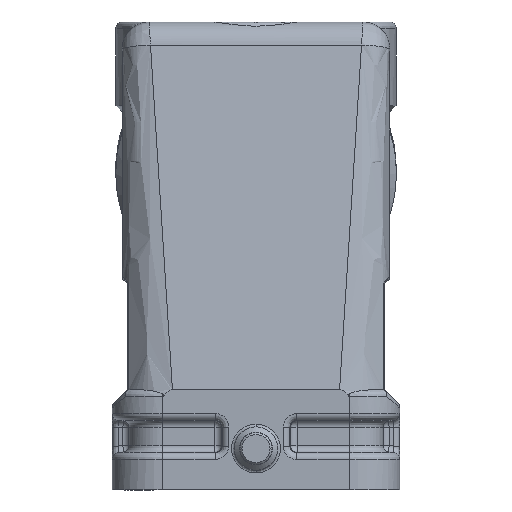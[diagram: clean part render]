
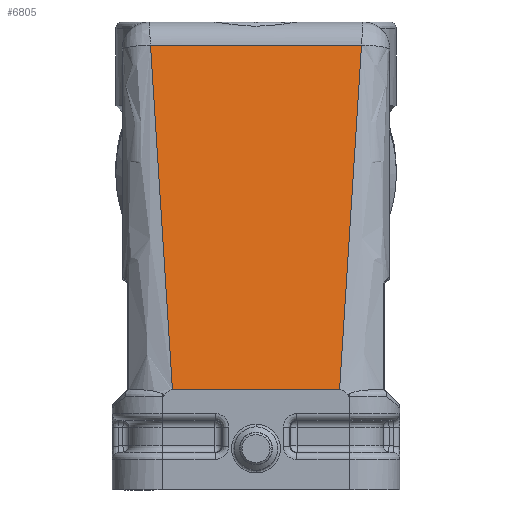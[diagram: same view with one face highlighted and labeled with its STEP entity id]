
A CAD part, left-side view. The second image highlights one B-rep face of the part: STEP entity #6805.
In plain terms, the highlighted planar face has unit normal (-0.99, 0, 0.139).
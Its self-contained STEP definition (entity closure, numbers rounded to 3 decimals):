
#5449=LINE('',#24103,#6147);
#5450=LINE('',#24119,#6148);
#5451=LINE('',#24121,#6149);
#5452=LINE('',#24123,#6150);
#6147=VECTOR('',#16137,1.);
#6148=VECTOR('',#16138,1.);
#6149=VECTOR('',#16139,1.);
#6150=VECTOR('',#16140,1.);
#6805=ADVANCED_FACE('',(#7526),#7040,.T.);
#7040=PLANE('',#14018);
#7526=FACE_OUTER_BOUND('',#8092,.T.);
#8092=EDGE_LOOP('',(#10453,#10454,#10455,#10456));
#10453=ORIENTED_EDGE('',*,*,#12890,.T.);
#10454=ORIENTED_EDGE('',*,*,#12888,.T.);
#10455=ORIENTED_EDGE('',*,*,#12891,.T.);
#10456=ORIENTED_EDGE('',*,*,#12892,.T.);
#11359=VERTEX_POINT('',#19796);
#11612=VERTEX_POINT('',#24104);
#11613=VERTEX_POINT('',#24120);
#11614=VERTEX_POINT('',#24122);
#12888=EDGE_CURVE('',#11612,#11359,#5449,.T.);
#12890=EDGE_CURVE('',#11613,#11612,#5450,.T.);
#12891=EDGE_CURVE('',#11359,#11614,#5451,.T.);
#12892=EDGE_CURVE('',#11614,#11613,#5452,.T.);
#14018=AXIS2_PLACEMENT_3D('',#24124,#16141,#16142);
#16137=DIRECTION('',(0.139,-0.063,0.988));
#16138=DIRECTION('',(0.,-1.,0.));
#16139=DIRECTION('',(0.,1.,0.));
#16140=DIRECTION('',(-0.139,-0.063,-0.988));
#16141=DIRECTION('',(-0.99,0.,0.139));
#16142=DIRECTION('',(-0.139,0.,-0.99));
#19796=CARTESIAN_POINT('',(-22.754,-15.781,66.557));
#24103=CARTESIAN_POINT('',(-30.,-12.5,15.));
#24104=CARTESIAN_POINT('',(-30.,-12.5,15.));
#24119=CARTESIAN_POINT('',(-30.,12.5,15.));
#24120=CARTESIAN_POINT('',(-30.,12.5,15.));
#24121=CARTESIAN_POINT('',(-22.754,-15.781,66.557));
#24122=CARTESIAN_POINT('',(-22.754,15.781,66.557));
#24123=CARTESIAN_POINT('',(-22.754,15.781,66.557));
#24124=CARTESIAN_POINT('',(-21.87,16.781,72.849));
